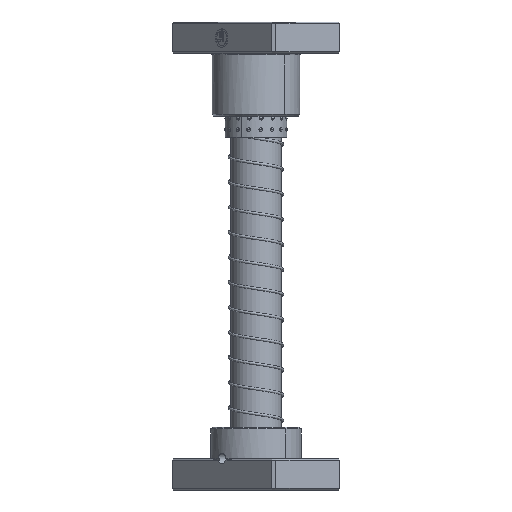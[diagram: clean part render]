
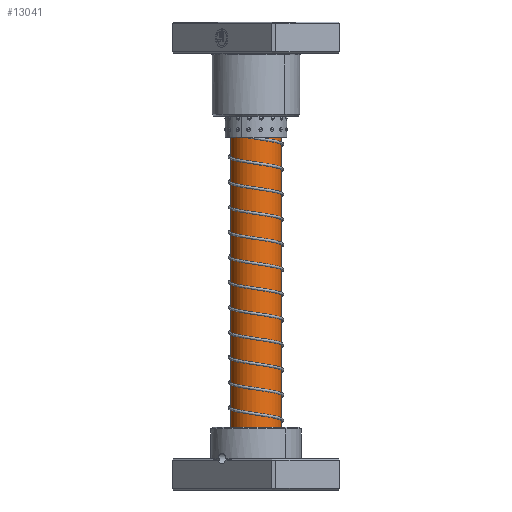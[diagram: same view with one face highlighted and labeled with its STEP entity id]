
A CAD part, front view. The second image highlights one B-rep face of the part: STEP entity #13041.
In plain terms, the highlighted cylindrical face has radius 16 mm (diameter 32 mm), a partial arc.
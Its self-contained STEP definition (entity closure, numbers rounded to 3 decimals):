
#832 = EDGE_LOOP ( 'NONE', ( #27279, #1544, #20372, #23820 ) ) ;
#1243 = DIRECTION ( 'NONE',  ( 0., 0., -1. ) ) ;
#1544 = ORIENTED_EDGE ( 'NONE', *, *, #41997, .T. ) ;
#2511 = CARTESIAN_POINT ( 'NONE',  ( 0., 0., 260. ) ) ;
#5109 = EDGE_CURVE ( 'NONE', #41555, #9414, #15937, .T. ) ;
#5310 = DIRECTION ( 'NONE',  ( -1., 0., 0. ) ) ;
#8144 = VECTOR ( 'NONE', #32017, 1000. ) ;
#8369 = CIRCLE ( 'NONE', #19885, 16. ) ;
#9414 = VERTEX_POINT ( 'NONE', #21863 ) ;
#12889 = DIRECTION ( 'NONE',  ( 0., 0., -1. ) ) ;
#13029 = AXIS2_PLACEMENT_3D ( 'NONE', #21740, #1243, #25174 ) ;
#13041 = ADVANCED_FACE ( 'NONE', ( #40399 ), #22253, .T. ) ;
#13692 = CARTESIAN_POINT ( 'NONE',  ( -16., 0., 257. ) ) ;
#15937 = CIRCLE ( 'NONE', #13029, 16. ) ;
#18245 = VERTEX_POINT ( 'NONE', #25647 ) ;
#19885 = AXIS2_PLACEMENT_3D ( 'NONE', #33340, #12889, #36731 ) ;
#20372 = ORIENTED_EDGE ( 'NONE', *, *, #28060, .T. ) ;
#21740 = CARTESIAN_POINT ( 'NONE',  ( 0., 0., 24.25 ) ) ;
#21863 = CARTESIAN_POINT ( 'NONE',  ( -16., 0., 24.25 ) ) ;
#22253 = CYLINDRICAL_SURFACE ( 'NONE', #24264, 16. ) ;
#23820 = ORIENTED_EDGE ( 'NONE', *, *, #5109, .F. ) ;
#24264 = AXIS2_PLACEMENT_3D ( 'NONE', #2511, #25791, #5310 ) ;
#25174 = DIRECTION ( 'NONE',  ( -1., 0., 0. ) ) ;
#25647 = CARTESIAN_POINT ( 'NONE',  ( 16., 0., 257. ) ) ;
#25791 = DIRECTION ( 'NONE',  ( 0., 0., -1. ) ) ;
#26843 = DIRECTION ( 'NONE',  ( 0., 0., -1. ) ) ;
#27279 = ORIENTED_EDGE ( 'NONE', *, *, #31766, .F. ) ;
#28060 = EDGE_CURVE ( 'NONE', #39150, #9414, #35369, .T. ) ;
#29210 = CARTESIAN_POINT ( 'NONE',  ( 16., 0., 24.25 ) ) ;
#31766 = EDGE_CURVE ( 'NONE', #18245, #41555, #32477, .T. ) ;
#32017 = DIRECTION ( 'NONE',  ( 0., 0., -1. ) ) ;
#32477 = LINE ( 'NONE', #33665, #42629 ) ;
#33340 = CARTESIAN_POINT ( 'NONE',  ( 0., 0., 257. ) ) ;
#33665 = CARTESIAN_POINT ( 'NONE',  ( 16., 0., 260. ) ) ;
#35369 = LINE ( 'NONE', #42033, #8144 ) ;
#36731 = DIRECTION ( 'NONE',  ( 1., 0., 0. ) ) ;
#39150 = VERTEX_POINT ( 'NONE', #13692 ) ;
#40399 = FACE_OUTER_BOUND ( 'NONE', #832, .T. ) ;
#41555 = VERTEX_POINT ( 'NONE', #29210 ) ;
#41997 = EDGE_CURVE ( 'NONE', #18245, #39150, #8369, .T. ) ;
#42033 = CARTESIAN_POINT ( 'NONE',  ( -16., 0., 260. ) ) ;
#42629 = VECTOR ( 'NONE', #26843, 1000. ) ;
